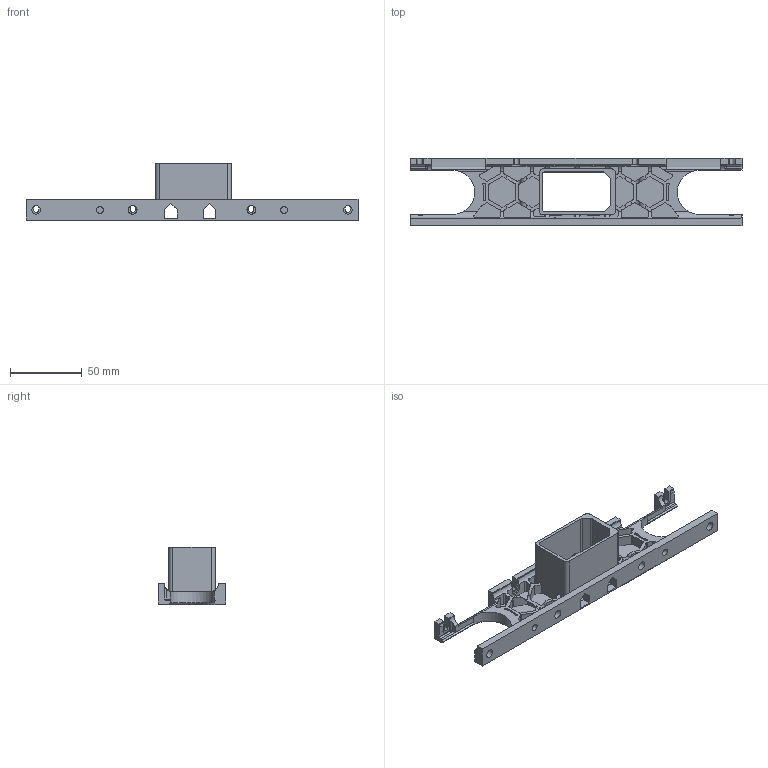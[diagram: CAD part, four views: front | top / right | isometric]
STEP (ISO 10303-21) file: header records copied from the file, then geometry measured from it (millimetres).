
FILE_DESCRIPTION(/* description */ (''),/* implementation_level */ '2;1');
FILE_NAME(/* name */ 'RearSkirt_180.step',/* time_stamp */ '2024-03-27T19:34:44-06:00',/* author */ (''),/* organization */ (''),/* preprocessor_version */ 'ST-DEVELOPER v20',/* originating_system */ 'Autodesk Translation Framework v12.20.1.177',/* authorisation */ '');
FILE_SCHEMA (('AUTOMOTIVE_DESIGN { 1 0 10303 214 3 1 1 }'));
Length unit declared in the file: millimetre
Products named in the file (2): RearSkirt_180; Inserts
Assembly tree (1 placements, depth 2):
  RearSkirt_180
    Inserts
Bounding box: 231.58 x 46.99 x 40 mm (x, y, z)
Volume: 60669.1 mm3; surface area: 45976.2 mm2
Topology: 23 solids, 24 shells, 971 faces, 2581 edges, 1632 vertices
Faces by surface type: plane 544, cylinder 301, cone 124, sphere 2
Full cylindrical faces by diameter (mm): 4.7 x2, 6 x4
Entity records: 30528 total; most frequent: CARTESIAN_POINT 5780, DIRECTION 5205, ORIENTED_EDGE 5162, EDGE_CURVE 2581, LINE 1773, VECTOR 1773, AXIS2_PLACEMENT_3D 1716, VERTEX_POINT 1632
